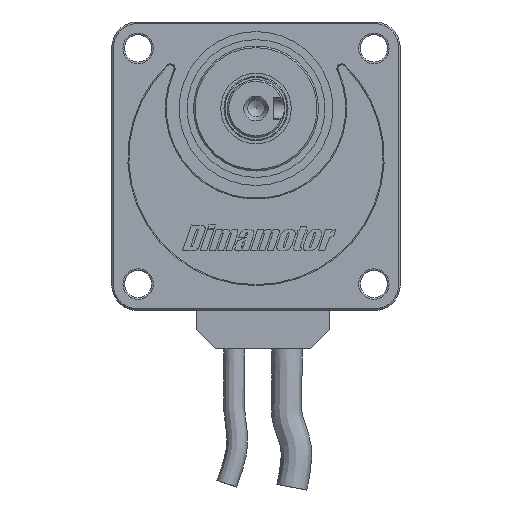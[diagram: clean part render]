
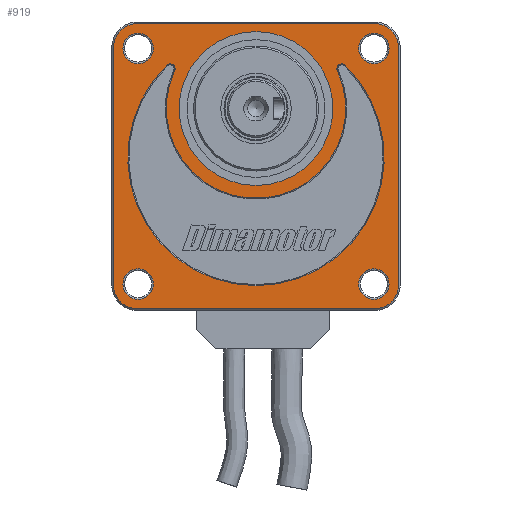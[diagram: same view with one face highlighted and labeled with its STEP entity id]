
A CAD part, front view. The second image highlights one B-rep face of the part: STEP entity #919.
In plain terms, the highlighted planar face has unit normal (0, -1, 0).
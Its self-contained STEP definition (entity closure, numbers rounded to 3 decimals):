
#919 = ADVANCED_FACE( '', ( #2231, #2232, #2233, #2234, #2235, #2236, #2237 ), #2238, .T. );
#2231 = FACE_BOUND( '', #4047, .T. );
#2232 = FACE_BOUND( '', #4048, .T. );
#2233 = FACE_BOUND( '', #4049, .T. );
#2234 = FACE_BOUND( '', #4050, .T. );
#2235 = FACE_OUTER_BOUND( '', #4051, .T. );
#2236 = FACE_BOUND( '', #4052, .T. );
#2237 = FACE_BOUND( '', #4053, .T. );
#2238 = PLANE( '', #4054 );
#4047 = EDGE_LOOP( '', ( #6966 ) );
#4048 = EDGE_LOOP( '', ( #6967 ) );
#4049 = EDGE_LOOP( '', ( #6968 ) );
#4050 = EDGE_LOOP( '', ( #6969 ) );
#4051 = EDGE_LOOP( '', ( #6970, #6971, #6972, #6973, #6974, #6975, #6976, #6977 ) );
#4052 = EDGE_LOOP( '', ( #6978 ) );
#4053 = EDGE_LOOP( '', ( #6979, #6980, #6981, #6982 ) );
#4054 = AXIS2_PLACEMENT_3D( '', #6983, #6984, #6985 );
#6966 = ORIENTED_EDGE( '', *, *, #11578, .T. );
#6967 = ORIENTED_EDGE( '', *, *, #11089, .T. );
#6968 = ORIENTED_EDGE( '', *, *, #11579, .T. );
#6969 = ORIENTED_EDGE( '', *, *, #11391, .T. );
#6970 = ORIENTED_EDGE( '', *, *, #11208, .T. );
#6971 = ORIENTED_EDGE( '', *, *, #11580, .T. );
#6972 = ORIENTED_EDGE( '', *, *, #11581, .T. );
#6973 = ORIENTED_EDGE( '', *, *, #11582, .T. );
#6974 = ORIENTED_EDGE( '', *, *, #11146, .T. );
#6975 = ORIENTED_EDGE( '', *, *, #11583, .T. );
#6976 = ORIENTED_EDGE( '', *, *, #11584, .T. );
#6977 = ORIENTED_EDGE( '', *, *, #11585, .T. );
#6978 = ORIENTED_EDGE( '', *, *, #11586, .T. );
#6979 = ORIENTED_EDGE( '', *, *, #11587, .T. );
#6980 = ORIENTED_EDGE( '', *, *, #11249, .T. );
#6981 = ORIENTED_EDGE( '', *, *, #11588, .T. );
#6982 = ORIENTED_EDGE( '', *, *, #11589, .T. );
#6983 = CARTESIAN_POINT( '', ( 0., -46.5, 0. ) );
#6984 = DIRECTION( '', ( 0., -1., 0. ) );
#6985 = DIRECTION( '', ( 0., 0., -1. ) );
#11089 = EDGE_CURVE( '', #13042, #13042, #13043, .F. );
#11146 = EDGE_CURVE( '', #13146, #13144, #13147, .T. );
#11208 = EDGE_CURVE( '', #13245, #13250, #13252, .T. );
#11249 = EDGE_CURVE( '', #13319, #13323, #13325, .T. );
#11391 = EDGE_CURVE( '', #13561, #13561, #13562, .F. );
#11578 = EDGE_CURVE( '', #13867, #13867, #13868, .F. );
#11579 = EDGE_CURVE( '', #13869, #13869, #13870, .F. );
#11580 = EDGE_CURVE( '', #13250, #13871, #13872, .T. );
#11581 = EDGE_CURVE( '', #13871, #13873, #13874, .T. );
#11582 = EDGE_CURVE( '', #13873, #13146, #13875, .T. );
#11583 = EDGE_CURVE( '', #13144, #13876, #13877, .T. );
#11584 = EDGE_CURVE( '', #13876, #13878, #13879, .T. );
#11585 = EDGE_CURVE( '', #13878, #13245, #13880, .T. );
#11586 = EDGE_CURVE( '', #13881, #13881, #13882, .T. );
#11587 = EDGE_CURVE( '', #13883, #13319, #13884, .T. );
#11588 = EDGE_CURVE( '', #13323, #13885, #13886, .T. );
#11589 = EDGE_CURVE( '', #13885, #13883, #13887, .T. );
#13042 = VERTEX_POINT( '', #15905 );
#13043 = CIRCLE( '', #15906, 4.75 );
#13144 = VERTEX_POINT( '', #16036 );
#13146 = VERTEX_POINT( '', #16039 );
#13147 = CIRCLE( '', #16040, 7.5 );
#13245 = VERTEX_POINT( '', #16204 );
#13250 = VERTEX_POINT( '', #16210 );
#13252 = CIRCLE( '', #16213, 7.5 );
#13319 = VERTEX_POINT( '', #16379 );
#13323 = VERTEX_POINT( '', #16384 );
#13325 = CIRCLE( '', #16387, 1.5 );
#13561 = VERTEX_POINT( '', #16724 );
#13562 = CIRCLE( '', #16725, 4.75 );
#13867 = VERTEX_POINT( '', #17308 );
#13868 = CIRCLE( '', #17309, 4.75 );
#13869 = VERTEX_POINT( '', #17310 );
#13870 = CIRCLE( '', #17311, 4.75 );
#13871 = VERTEX_POINT( '', #17312 );
#13872 = LINE( '', #17313, #17314 );
#13873 = VERTEX_POINT( '', #17315 );
#13874 = CIRCLE( '', #17316, 7.5 );
#13875 = LINE( '', #17317, #17318 );
#13876 = VERTEX_POINT( '', #17319 );
#13877 = LINE( '', #17320, #17321 );
#13878 = VERTEX_POINT( '', #17322 );
#13879 = CIRCLE( '', #17323, 7.5 );
#13880 = LINE( '', #17324, #17325 );
#13881 = VERTEX_POINT( '', #17326 );
#13882 = CIRCLE( '', #17327, 24. );
#13883 = VERTEX_POINT( '', #17328 );
#13884 = CIRCLE( '', #17329, 28. );
#13885 = VERTEX_POINT( '', #17330 );
#13886 = CIRCLE( '', #17331, 40. );
#13887 = CIRCLE( '', #17332, 1.5 );
#15905 = CARTESIAN_POINT( '', ( 36.77, -46.5, 32.02 ) );
#15906 = AXIS2_PLACEMENT_3D( '', #20215, #20216, #20217 );
#16036 = CARTESIAN_POINT( '', ( 44.5, -46.5, -37. ) );
#16039 = CARTESIAN_POINT( '', ( 37., -46.5, -44.5 ) );
#16040 = AXIS2_PLACEMENT_3D( '', #20305, #20306, #20307 );
#16204 = CARTESIAN_POINT( '', ( -37., -46.5, 44.5 ) );
#16210 = CARTESIAN_POINT( '', ( -44.5, -46.5, 37. ) );
#16213 = AXIS2_PLACEMENT_3D( '', #20374, #20375, #20376 );
#16379 = CARTESIAN_POINT( '', ( 25.391, -46.5, 29.802 ) );
#16384 = CARTESIAN_POINT( '', ( 27.794, -46.5, 31.513 ) );
#16387 = AXIS2_PLACEMENT_3D( '', #20416, #20417, #20418 );
#16724 = CARTESIAN_POINT( '', ( -36.77, -46.5, 32.02 ) );
#16725 = AXIS2_PLACEMENT_3D( '', #20598, #20599, #20600 );
#17308 = CARTESIAN_POINT( '', ( 36.77, -46.5, -41.52 ) );
#17309 = AXIS2_PLACEMENT_3D( '', #20825, #20826, #20827 );
#17310 = CARTESIAN_POINT( '', ( -36.77, -46.5, -41.52 ) );
#17311 = AXIS2_PLACEMENT_3D( '', #20828, #20829, #20830 );
#17312 = CARTESIAN_POINT( '', ( -44.5, -46.5, -37. ) );
#17313 = CARTESIAN_POINT( '', ( -44.5, -46.5, -37. ) );
#17314 = VECTOR( '', #20831, 1000. );
#17315 = CARTESIAN_POINT( '', ( -37., -46.5, -44.5 ) );
#17316 = AXIS2_PLACEMENT_3D( '', #20832, #20833, #20834 );
#17317 = CARTESIAN_POINT( '', ( 37., -46.5, -44.5 ) );
#17318 = VECTOR( '', #20835, 1000. );
#17319 = CARTESIAN_POINT( '', ( 44.5, -46.5, 37. ) );
#17320 = CARTESIAN_POINT( '', ( 44.5, -46.5, 37. ) );
#17321 = VECTOR( '', #20836, 1000. );
#17322 = CARTESIAN_POINT( '', ( 37., -46.5, 44.5 ) );
#17323 = AXIS2_PLACEMENT_3D( '', #20837, #20838, #20839 );
#17324 = CARTESIAN_POINT( '', ( -37., -46.5, 44.5 ) );
#17325 = VECTOR( '', #20840, 1000. );
#17326 = CARTESIAN_POINT( '', ( 24., -46.5, 18. ) );
#17327 = AXIS2_PLACEMENT_3D( '', #20841, #20842, #20843 );
#17328 = CARTESIAN_POINT( '', ( -25.391, -46.5, 29.802 ) );
#17329 = AXIS2_PLACEMENT_3D( '', #20844, #20845, #20846 );
#17330 = CARTESIAN_POINT( '', ( -27.794, -46.5, 31.513 ) );
#17331 = AXIS2_PLACEMENT_3D( '', #20847, #20848, #20849 );
#17332 = AXIS2_PLACEMENT_3D( '', #20850, #20851, #20852 );
#20215 = CARTESIAN_POINT( '', ( 36.77, -46.5, 36.77 ) );
#20216 = DIRECTION( '', ( 0., -1., 0. ) );
#20217 = DIRECTION( '', ( 0., 0., -1. ) );
#20305 = CARTESIAN_POINT( '', ( 37., -46.5, -37. ) );
#20306 = DIRECTION( '', ( 0., -1., 0. ) );
#20307 = DIRECTION( '', ( 0., 0., -1. ) );
#20374 = CARTESIAN_POINT( '', ( -37., -46.5, 37. ) );
#20375 = DIRECTION( '', ( 0., -1., 0. ) );
#20376 = DIRECTION( '', ( 0., 0., -1. ) );
#20416 = CARTESIAN_POINT( '', ( 26.752, -46.5, 30.434 ) );
#20417 = DIRECTION( '', ( 0., 1., 0. ) );
#20418 = DIRECTION( '', ( 1., 0., 0. ) );
#20598 = CARTESIAN_POINT( '', ( -36.77, -46.5, 36.77 ) );
#20599 = DIRECTION( '', ( 0., -1., 0. ) );
#20600 = DIRECTION( '', ( 0., 0., -1. ) );
#20825 = CARTESIAN_POINT( '', ( 36.77, -46.5, -36.77 ) );
#20826 = DIRECTION( '', ( 0., -1., 0. ) );
#20827 = DIRECTION( '', ( 0., 0., -1. ) );
#20828 = CARTESIAN_POINT( '', ( -36.77, -46.5, -36.77 ) );
#20829 = DIRECTION( '', ( 0., -1., 0. ) );
#20830 = DIRECTION( '', ( 0., 0., -1. ) );
#20831 = DIRECTION( '', ( 0., 0., -1. ) );
#20832 = CARTESIAN_POINT( '', ( -37., -46.5, -37. ) );
#20833 = DIRECTION( '', ( 0., -1., 0. ) );
#20834 = DIRECTION( '', ( 0., 0., -1. ) );
#20835 = DIRECTION( '', ( 1., 0., 0. ) );
#20836 = DIRECTION( '', ( 0., 0., 1. ) );
#20837 = CARTESIAN_POINT( '', ( 37., -46.5, 37. ) );
#20838 = DIRECTION( '', ( 0., -1., 0. ) );
#20839 = DIRECTION( '', ( 0., 0., -1. ) );
#20840 = DIRECTION( '', ( -1., 0., 0. ) );
#20841 = CARTESIAN_POINT( '', ( 0., -46.5, 18. ) );
#20842 = DIRECTION( '', ( 0., 1., 0. ) );
#20843 = DIRECTION( '', ( 1., 0., 0. ) );
#20844 = CARTESIAN_POINT( '', ( 0., -46.5, 18. ) );
#20845 = DIRECTION( '', ( 0., -1., 0. ) );
#20846 = DIRECTION( '', ( 0., 0., 1. ) );
#20847 = CARTESIAN_POINT( '', ( 0., -46.5, 2.746 ) );
#20848 = DIRECTION( '', ( 0., 1., 0. ) );
#20849 = DIRECTION( '', ( 0., 0., 1. ) );
#20850 = CARTESIAN_POINT( '', ( -26.752, -46.5, 30.434 ) );
#20851 = DIRECTION( '', ( 0., 1., 0. ) );
#20852 = DIRECTION( '', ( -1., 0., 0. ) );
